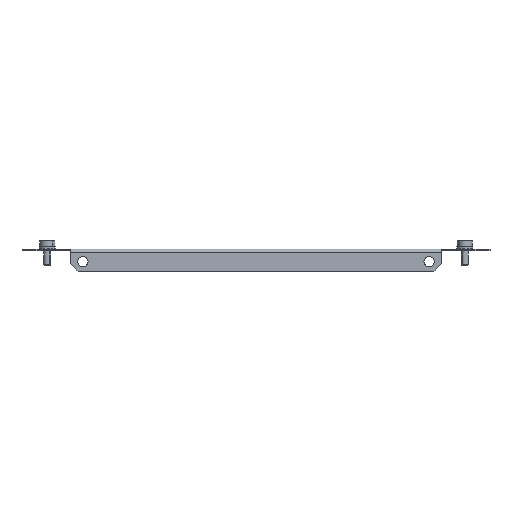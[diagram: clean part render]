
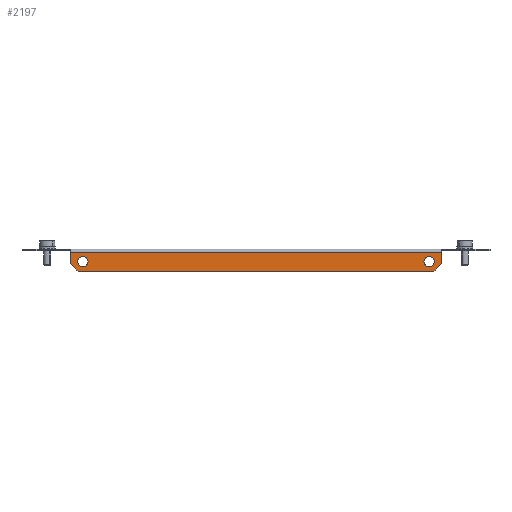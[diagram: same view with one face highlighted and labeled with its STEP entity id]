
A CAD part, front view. The second image highlights one B-rep face of the part: STEP entity #2197.
In plain terms, the highlighted planar face has unit normal (0, -1, 0).
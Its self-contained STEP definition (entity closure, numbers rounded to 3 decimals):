
#26 = CARTESIAN_POINT ( 'NONE',  ( 109.5, -99.5, -8. ) ) ;
#36 = VERTEX_POINT ( 'NONE', #3228 ) ;
#52 = LINE ( 'NONE', #817, #305 ) ;
#121 = CARTESIAN_POINT ( 'NONE',  ( 0., -99.5, 0. ) ) ;
#196 = AXIS2_PLACEMENT_3D ( 'NONE', #1904, #3974, #2798 ) ;
#206 = VERTEX_POINT ( 'NONE', #2264 ) ;
#245 = CARTESIAN_POINT ( 'NONE',  ( -112.5, -99.5, -14. ) ) ;
#259 = ORIENTED_EDGE ( 'NONE', *, *, #977, .T. ) ;
#261 = DIRECTION ( 'NONE',  ( 0., 0., 1. ) ) ;
#305 = VECTOR ( 'NONE', #2283, 1000. ) ;
#338 = CARTESIAN_POINT ( 'NONE',  ( 117.5, -99.5, -9. ) ) ;
#467 = FACE_BOUND ( 'NONE', #1028, .T. ) ;
#493 = CARTESIAN_POINT ( 'NONE',  ( -109.5, -99.5, -11.25 ) ) ;
#494 = CARTESIAN_POINT ( 'NONE',  ( 109.5, -99.5, -8. ) ) ;
#616 = LINE ( 'NONE', #2572, #1832 ) ;
#640 = ORIENTED_EDGE ( 'NONE', *, *, #4395, .T. ) ;
#718 = EDGE_CURVE ( 'NONE', #4679, #3687, #1560, .T. ) ;
#817 = CARTESIAN_POINT ( 'NONE',  ( 0., -99.5, -2. ) ) ;
#838 = AXIS2_PLACEMENT_3D ( 'NONE', #494, #3194, #4687 ) ;
#894 = CARTESIAN_POINT ( 'NONE',  ( -117.5, -99.5, -9. ) ) ;
#977 = EDGE_CURVE ( 'NONE', #2009, #2374, #3314, .T. ) ;
#1028 = EDGE_LOOP ( 'NONE', ( #4771, #2656 ) ) ;
#1107 = DIRECTION ( 'NONE',  ( 0., 0., -1. ) ) ;
#1149 = CIRCLE ( 'NONE', #196, 3.25 ) ;
#1478 = DIRECTION ( 'NONE',  ( 0.707, 0., -0.707 ) ) ;
#1493 = CARTESIAN_POINT ( 'NONE',  ( 117.5, -99.5, 0. ) ) ;
#1560 = LINE ( 'NONE', #4130, #4261 ) ;
#1591 = VECTOR ( 'NONE', #261, 1000. ) ;
#1670 = AXIS2_PLACEMENT_3D ( 'NONE', #2387, #2721, #1933 ) ;
#1832 = VECTOR ( 'NONE', #2152, 1000. ) ;
#1858 = EDGE_CURVE ( 'NONE', #36, #3129, #2854, .T. ) ;
#1904 = CARTESIAN_POINT ( 'NONE',  ( -109.5, -99.5, -8. ) ) ;
#1933 = DIRECTION ( 'NONE',  ( 0., 0., 1. ) ) ;
#2004 = CARTESIAN_POINT ( 'NONE',  ( 109.5, -99.5, -4.75 ) ) ;
#2009 = VERTEX_POINT ( 'NONE', #245 ) ;
#2108 = AXIS2_PLACEMENT_3D ( 'NONE', #26, #3856, #4564 ) ;
#2152 = DIRECTION ( 'NONE',  ( 0.707, 0., 0.707 ) ) ;
#2175 = VERTEX_POINT ( 'NONE', #3734 ) ;
#2197 = ADVANCED_FACE ( 'NONE', ( #467, #3948, #4681 ), #2404, .T. ) ;
#2247 = LINE ( 'NONE', #1493, #1591 ) ;
#2264 = CARTESIAN_POINT ( 'NONE',  ( 109.5, -99.5, -11.25 ) ) ;
#2279 = AXIS2_PLACEMENT_3D ( 'NONE', #121, #3596, #3138 ) ;
#2283 = DIRECTION ( 'NONE',  ( -1., 0., 0. ) ) ;
#2374 = VERTEX_POINT ( 'NONE', #3037 ) ;
#2387 = CARTESIAN_POINT ( 'NONE',  ( -109.5, -99.5, -8. ) ) ;
#2395 = VECTOR ( 'NONE', #1478, 1000. ) ;
#2404 = PLANE ( 'NONE',  #2279 ) ;
#2409 = VERTEX_POINT ( 'NONE', #2004 ) ;
#2572 = CARTESIAN_POINT ( 'NONE',  ( 63.25, -99.5, -63.25 ) ) ;
#2599 = ORIENTED_EDGE ( 'NONE', *, *, #2757, .T. ) ;
#2621 = EDGE_CURVE ( 'NONE', #3552, #2175, #2247, .T. ) ;
#2656 = ORIENTED_EDGE ( 'NONE', *, *, #4574, .F. ) ;
#2711 = ORIENTED_EDGE ( 'NONE', *, *, #2765, .T. ) ;
#2721 = DIRECTION ( 'NONE',  ( 0., 1., 0. ) ) ;
#2757 = EDGE_CURVE ( 'NONE', #2374, #3552, #616, .T. ) ;
#2765 = EDGE_CURVE ( 'NONE', #3687, #2009, #3678, .T. ) ;
#2798 = DIRECTION ( 'NONE',  ( 0., 0., 1. ) ) ;
#2854 = CIRCLE ( 'NONE', #1670, 3.25 ) ;
#2967 = EDGE_CURVE ( 'NONE', #2175, #4679, #52, .T. ) ;
#2969 = CARTESIAN_POINT ( 'NONE',  ( -63.25, -99.5, -63.25 ) ) ;
#3000 = ORIENTED_EDGE ( 'NONE', *, *, #2967, .T. ) ;
#3037 = CARTESIAN_POINT ( 'NONE',  ( 112.5, -99.5, -14. ) ) ;
#3129 = VERTEX_POINT ( 'NONE', #493 ) ;
#3138 = DIRECTION ( 'NONE',  ( 0., 0., 1. ) ) ;
#3194 = DIRECTION ( 'NONE',  ( 0., -1., 0. ) ) ;
#3228 = CARTESIAN_POINT ( 'NONE',  ( -109.5, -99.5, -4.75 ) ) ;
#3314 = LINE ( 'NONE', #4389, #4651 ) ;
#3394 = EDGE_LOOP ( 'NONE', ( #3518, #640 ) ) ;
#3518 = ORIENTED_EDGE ( 'NONE', *, *, #1858, .T. ) ;
#3552 = VERTEX_POINT ( 'NONE', #338 ) ;
#3596 = DIRECTION ( 'NONE',  ( 0., -1., 0. ) ) ;
#3629 = DIRECTION ( 'NONE',  ( 1., 0., 0. ) ) ;
#3678 = LINE ( 'NONE', #2969, #2395 ) ;
#3687 = VERTEX_POINT ( 'NONE', #894 ) ;
#3690 = CIRCLE ( 'NONE', #838, 3.25 ) ;
#3734 = CARTESIAN_POINT ( 'NONE',  ( 117.5, -99.5, -2. ) ) ;
#3850 = CIRCLE ( 'NONE', #2108, 3.25 ) ;
#3856 = DIRECTION ( 'NONE',  ( 0., -1., 0. ) ) ;
#3948 = FACE_BOUND ( 'NONE', #3394, .T. ) ;
#3974 = DIRECTION ( 'NONE',  ( 0., 1., 0. ) ) ;
#4129 = ORIENTED_EDGE ( 'NONE', *, *, #718, .T. ) ;
#4130 = CARTESIAN_POINT ( 'NONE',  ( -117.5, -99.5, 0. ) ) ;
#4261 = VECTOR ( 'NONE', #1107, 1000. ) ;
#4341 = EDGE_CURVE ( 'NONE', #2409, #206, #3850, .T. ) ;
#4389 = CARTESIAN_POINT ( 'NONE',  ( 0., -99.5, -14. ) ) ;
#4395 = EDGE_CURVE ( 'NONE', #3129, #36, #1149, .T. ) ;
#4564 = DIRECTION ( 'NONE',  ( 0., 0., 1. ) ) ;
#4574 = EDGE_CURVE ( 'NONE', #206, #2409, #3690, .T. ) ;
#4651 = VECTOR ( 'NONE', #3629, 1000. ) ;
#4679 = VERTEX_POINT ( 'NONE', #4835 ) ;
#4681 = FACE_OUTER_BOUND ( 'NONE', #4818, .T. ) ;
#4687 = DIRECTION ( 'NONE',  ( 0., 0., 1. ) ) ;
#4771 = ORIENTED_EDGE ( 'NONE', *, *, #4341, .F. ) ;
#4776 = ORIENTED_EDGE ( 'NONE', *, *, #2621, .T. ) ;
#4818 = EDGE_LOOP ( 'NONE', ( #259, #2599, #4776, #3000, #4129, #2711 ) ) ;
#4835 = CARTESIAN_POINT ( 'NONE',  ( -117.5, -99.5, -2. ) ) ;
